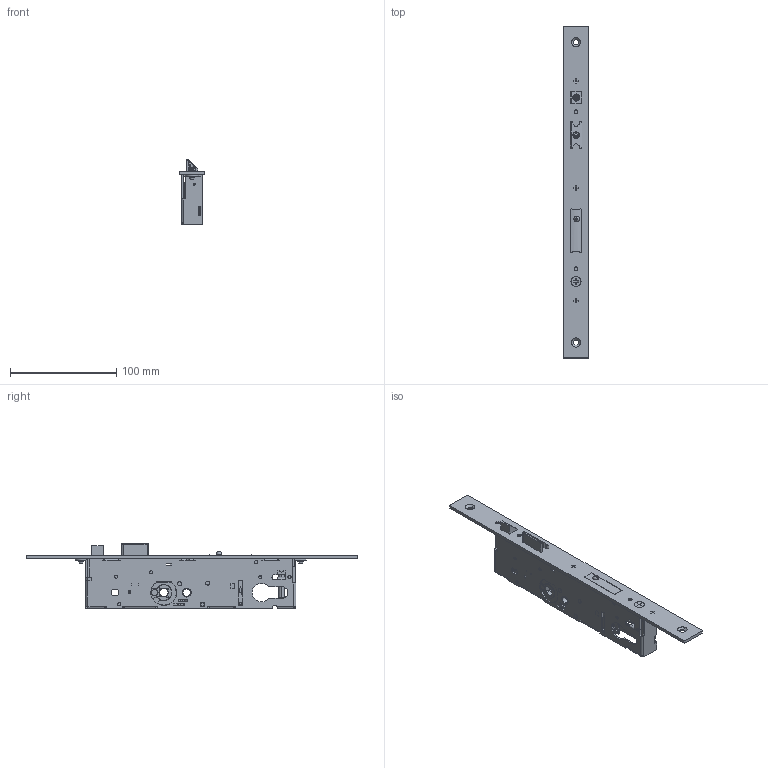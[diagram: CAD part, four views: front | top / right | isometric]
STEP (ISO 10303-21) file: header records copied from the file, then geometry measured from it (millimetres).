
FILE_DESCRIPTION((''),'2;1');
FILE_NAME('8332120060000_SW0001','2022-02-01T10:24:27',('MLOLI'),(''),'CREO PARAMETRIC BY PTC INC, 2020454','CREO PARAMETRIC BY PTC INC, 2020454','');
FILE_SCHEMA(('AP242_MANAGED_MODEL_BASED_3D_ENGINEERING_MIM_LF { 1 0 10303 442 1 1 4 }'));
Products named in the file (1): 8332120060000_SW0001
Bounding box: 24 x 313 x 61.2 mm (x, y, z)
Volume: 86141.2 mm3; surface area: 89823.7 mm2
Topology: 4 solids, 4 shells, 2165 faces, 6086 edges, 3858 vertices
Faces by surface type: plane 1005, cylinder 773, cone 163, torus 108, bspline 87, sphere 29
Entity records: 94785 total; most frequent: CARTESIAN_POINT 38560, ORIENTED_EDGE 12094, DIRECTION 11427, EDGE_CURVE 6047, AXIS2_PLACEMENT_3D 3899, VERTEX_POINT 3858, VECTOR 3629, LINE 3629
